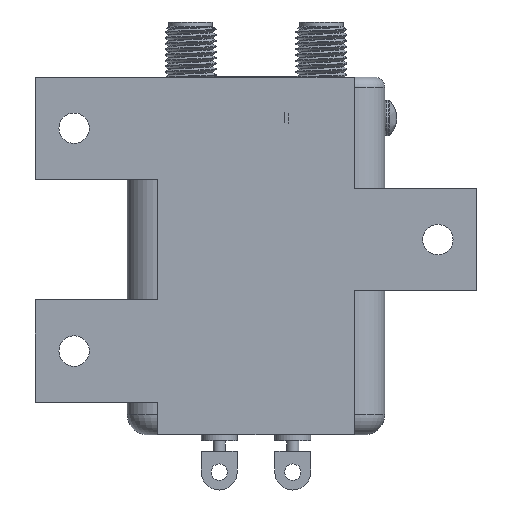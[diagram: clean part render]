
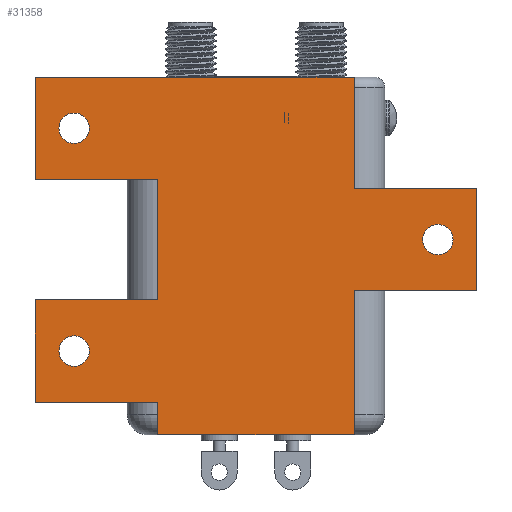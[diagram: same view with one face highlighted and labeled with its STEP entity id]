
A CAD part, front view. The second image highlights one B-rep face of the part: STEP entity #31358.
In plain terms, the highlighted planar face has unit normal (0, -1, 0).
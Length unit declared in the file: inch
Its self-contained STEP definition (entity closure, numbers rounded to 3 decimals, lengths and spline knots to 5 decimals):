
#23 = EDGE_CURVE ( 'NONE', #42365, #34506, #59006, .T. ) ;
#363 = CARTESIAN_POINT ( 'NONE',  ( 0., -0.69, 0. ) ) ;
#1071 = CARTESIAN_POINT ( 'NONE',  ( 1.08, -0.69, -0.545 ) ) ;
#1625 = DIRECTION ( 'NONE',  ( 0., 0., -1. ) ) ;
#1829 = VECTOR ( 'NONE', #27888, 39.37008 ) ;
#1926 = CARTESIAN_POINT ( 'NONE',  ( -1.08, -0.69, -1.09 ) ) ;
#2225 = EDGE_LOOP ( 'NONE', ( #24013, #39110, #33705, #8510, #50348, #52766, #31444, #13542, #23561, #34234, #42782, #26871, #39909, #35585 ) ) ;
#2965 = CARTESIAN_POINT ( 'NONE',  ( -0.48, -0.69, -0.5 ) ) ;
#3608 = CARTESIAN_POINT ( 'NONE',  ( 1.08, -0.69, -1.045 ) ) ;
#3731 = CARTESIAN_POINT ( 'NONE',  ( -0.89, -0.69, -0.3245 ) ) ;
#5436 = VERTEX_POINT ( 'NONE', #24681 ) ;
#5623 = VECTOR ( 'NONE', #19712, 39.37008 ) ;
#5704 = DIRECTION ( 'NONE',  ( -1., 0., 0. ) ) ;
#6859 = DIRECTION ( 'NONE',  ( 0., 0., 1. ) ) ;
#6874 = EDGE_CURVE ( 'NONE', #7341, #57080, #26429, .T. ) ;
#6974 = DIRECTION ( 'NONE',  ( 1., 0., 0. ) ) ;
#7077 = CARTESIAN_POINT ( 'NONE',  ( 0.48, -0.69, 0. ) ) ;
#7341 = VERTEX_POINT ( 'NONE', #40497 ) ;
#7649 = VERTEX_POINT ( 'NONE', #31378 ) ;
#8214 = LINE ( 'NONE', #46729, #61230 ) ;
#8440 = AXIS2_PLACEMENT_3D ( 'NONE', #363, #53033, #42767 ) ;
#8476 = VECTOR ( 'NONE', #6859, 39.37008 ) ;
#8510 = ORIENTED_EDGE ( 'NONE', *, *, #34185, .T. ) ;
#8839 = DIRECTION ( 'NONE',  ( 0., 0., -1. ) ) ;
#10367 = VERTEX_POINT ( 'NONE', #47239 ) ;
#10730 = EDGE_CURVE ( 'NONE', #7649, #7649, #29316, .T. ) ;
#11712 = EDGE_CURVE ( 'NONE', #7341, #27320, #37249, .T. ) ;
#12280 = CARTESIAN_POINT ( 'NONE',  ( 0.89, -0.69, -0.795 ) ) ;
#12360 = CARTESIAN_POINT ( 'NONE',  ( 0.48, -0.69, 0. ) ) ;
#13066 = CARTESIAN_POINT ( 'NONE',  ( -0.48, -0.69, 0. ) ) ;
#13088 = CARTESIAN_POINT ( 'NONE',  ( -1.08, -0.69, -1.09 ) ) ;
#13253 = CARTESIAN_POINT ( 'NONE',  ( 0.48, -0.69, 0. ) ) ;
#13469 = VECTOR ( 'NONE', #1625, 39.37008 ) ;
#13542 = ORIENTED_EDGE ( 'NONE', *, *, #27321, .F. ) ;
#14544 = DIRECTION ( 'NONE',  ( 0., 0., -1. ) ) ;
#14567 = PLANE ( 'NONE',  #8440 ) ;
#14757 = LINE ( 'NONE', #29507, #29684 ) ;
#14922 = VECTOR ( 'NONE', #5704, 39.37008 ) ;
#14932 = AXIS2_PLACEMENT_3D ( 'NONE', #56781, #28158, #37764 ) ;
#15633 = EDGE_LOOP ( 'NONE', ( #54041 ) ) ;
#16047 = VERTEX_POINT ( 'NONE', #47782 ) ;
#16349 = VECTOR ( 'NONE', #20892, 39.37008 ) ;
#16574 = CARTESIAN_POINT ( 'NONE',  ( -0.48, -0.69, -1.75 ) ) ;
#17205 = CARTESIAN_POINT ( 'NONE',  ( -1.08, -0.69, -0.5 ) ) ;
#17264 = EDGE_LOOP ( 'NONE', ( #48095 ) ) ;
#17467 = LINE ( 'NONE', #13066, #38405 ) ;
#18073 = FACE_BOUND ( 'NONE', #17264, .T. ) ;
#18096 = DIRECTION ( 'NONE',  ( 1., 0., 0. ) ) ;
#18696 = CIRCLE ( 'NONE', #14932, 0.0745 ) ;
#19712 = DIRECTION ( 'NONE',  ( -1., 0., 0. ) ) ;
#19843 = LINE ( 'NONE', #52755, #5623 ) ;
#20892 = DIRECTION ( 'NONE',  ( 1., 0., 0. ) ) ;
#21216 = CARTESIAN_POINT ( 'NONE',  ( -0.89, -0.69, -1.34 ) ) ;
#22150 = EDGE_CURVE ( 'NONE', #38449, #10367, #41994, .T. ) ;
#23561 = ORIENTED_EDGE ( 'NONE', *, *, #44932, .F. ) ;
#24013 = ORIENTED_EDGE ( 'NONE', *, *, #59019, .T. ) ;
#24681 = CARTESIAN_POINT ( 'NONE',  ( -1.08, -0.69, 0. ) ) ;
#25011 = LINE ( 'NONE', #32944, #44450 ) ;
#25359 = VECTOR ( 'NONE', #50762, 39.37008 ) ;
#25593 = FACE_BOUND ( 'NONE', #15633, .T. ) ;
#26329 = FACE_OUTER_BOUND ( 'NONE', #2225, .T. ) ;
#26429 = LINE ( 'NONE', #7077, #8476 ) ;
#26871 = ORIENTED_EDGE ( 'NONE', *, *, #37077, .T. ) ;
#27320 = VERTEX_POINT ( 'NONE', #57536 ) ;
#27321 = EDGE_CURVE ( 'NONE', #29598, #52821, #19843, .T. ) ;
#27710 = DIRECTION ( 'NONE',  ( 0., 0., -1. ) ) ;
#27888 = DIRECTION ( 'NONE',  ( 0., 0., 1. ) ) ;
#28158 = DIRECTION ( 'NONE',  ( 0., -1., 0. ) ) ;
#28710 = VECTOR ( 'NONE', #46235, 39.37008 ) ;
#29209 = CARTESIAN_POINT ( 'NONE',  ( -1.08, -0.69, 0. ) ) ;
#29316 = CIRCLE ( 'NONE', #31728, 0.0745 ) ;
#29507 = CARTESIAN_POINT ( 'NONE',  ( -1.08, -0.69, 0. ) ) ;
#29598 = VERTEX_POINT ( 'NONE', #3608 ) ;
#29684 = VECTOR ( 'NONE', #58518, 39.37008 ) ;
#30509 = CARTESIAN_POINT ( 'NONE',  ( -1.08, -0.69, -0.5 ) ) ;
#31335 = CARTESIAN_POINT ( 'NONE',  ( -0.48, -0.69, -1.09 ) ) ;
#31358 = ADVANCED_FACE ( 'NONE', ( #26329, #51032, #18073, #25593 ), #14567, .T. ) ;
#31378 = CARTESIAN_POINT ( 'NONE',  ( 0.89, -0.69, -0.8695 ) ) ;
#31444 = ORIENTED_EDGE ( 'NONE', *, *, #59295, .T. ) ;
#31525 = VERTEX_POINT ( 'NONE', #3731 ) ;
#31615 = DIRECTION ( 'NONE',  ( 1., 0., 0. ) ) ;
#31728 = AXIS2_PLACEMENT_3D ( 'NONE', #12280, #40124, #49529 ) ;
#32146 = EDGE_CURVE ( 'NONE', #38938, #49209, #47966, .T. ) ;
#32435 = LINE ( 'NONE', #41439, #28710 ) ;
#32944 = CARTESIAN_POINT ( 'NONE',  ( -0.48, -0.69, 0. ) ) ;
#33071 = EDGE_CURVE ( 'NONE', #5436, #38938, #50155, .T. ) ;
#33705 = ORIENTED_EDGE ( 'NONE', *, *, #50842, .T. ) ;
#33761 = VECTOR ( 'NONE', #6974, 39.37008 ) ;
#34185 = EDGE_CURVE ( 'NONE', #40541, #16047, #8214, .T. ) ;
#34234 = ORIENTED_EDGE ( 'NONE', *, *, #11712, .F. ) ;
#34506 = VERTEX_POINT ( 'NONE', #53022 ) ;
#35585 = ORIENTED_EDGE ( 'NONE', *, *, #32146, .T. ) ;
#36207 = CARTESIAN_POINT ( 'NONE',  ( -0.48, -0.69, -1.75 ) ) ;
#36243 = ORIENTED_EDGE ( 'NONE', *, *, #37807, .F. ) ;
#36701 = CARTESIAN_POINT ( 'NONE',  ( 0.48, -0.69, -1.045 ) ) ;
#37077 = EDGE_CURVE ( 'NONE', #57080, #5436, #14757, .T. ) ;
#37249 = LINE ( 'NONE', #1071, #16349 ) ;
#37764 = DIRECTION ( 'NONE',  ( 0., 0., -1. ) ) ;
#37807 = EDGE_CURVE ( 'NONE', #41221, #41221, #58801, .T. ) ;
#38405 = VECTOR ( 'NONE', #27710, 39.37008 ) ;
#38449 = VERTEX_POINT ( 'NONE', #36207 ) ;
#38938 = VERTEX_POINT ( 'NONE', #30509 ) ;
#39110 = ORIENTED_EDGE ( 'NONE', *, *, #23, .T. ) ;
#39869 = AXIS2_PLACEMENT_3D ( 'NONE', #21216, #46256, #8839 ) ;
#39909 = ORIENTED_EDGE ( 'NONE', *, *, #33071, .T. ) ;
#40124 = DIRECTION ( 'NONE',  ( 0., 1., 0. ) ) ;
#40497 = CARTESIAN_POINT ( 'NONE',  ( 0.48, -0.69, -0.545 ) ) ;
#40541 = VERTEX_POINT ( 'NONE', #57903 ) ;
#41221 = VERTEX_POINT ( 'NONE', #47189 ) ;
#41439 = CARTESIAN_POINT ( 'NONE',  ( 1.08, -0.69, -0.545 ) ) ;
#41994 = LINE ( 'NONE', #16574, #56145 ) ;
#42365 = VERTEX_POINT ( 'NONE', #31335 ) ;
#42767 = DIRECTION ( 'NONE',  ( 0., 0., -1. ) ) ;
#42782 = ORIENTED_EDGE ( 'NONE', *, *, #6874, .T. ) ;
#44450 = VECTOR ( 'NONE', #14544, 39.37008 ) ;
#44932 = EDGE_CURVE ( 'NONE', #27320, #29598, #32435, .T. ) ;
#46235 = DIRECTION ( 'NONE',  ( 0., 0., -1. ) ) ;
#46256 = DIRECTION ( 'NONE',  ( 0., -1., 0. ) ) ;
#46729 = CARTESIAN_POINT ( 'NONE',  ( -1.08, -0.69, -1.59 ) ) ;
#47189 = CARTESIAN_POINT ( 'NONE',  ( -0.89, -0.69, -1.4145 ) ) ;
#47239 = CARTESIAN_POINT ( 'NONE',  ( 0.48, -0.69, -1.75 ) ) ;
#47782 = CARTESIAN_POINT ( 'NONE',  ( -0.48, -0.69, -1.59 ) ) ;
#47966 = LINE ( 'NONE', #17205, #33761 ) ;
#48095 = ORIENTED_EDGE ( 'NONE', *, *, #10730, .T. ) ;
#49019 = EDGE_LOOP ( 'NONE', ( #36243 ) ) ;
#49209 = VERTEX_POINT ( 'NONE', #2965 ) ;
#49308 = LINE ( 'NONE', #13088, #25359 ) ;
#49529 = DIRECTION ( 'NONE',  ( 0., 0., -1. ) ) ;
#49754 = EDGE_CURVE ( 'NONE', #31525, #31525, #18696, .T. ) ;
#50155 = LINE ( 'NONE', #29209, #13469 ) ;
#50348 = ORIENTED_EDGE ( 'NONE', *, *, #60591, .T. ) ;
#50762 = DIRECTION ( 'NONE',  ( 0., 0., -1. ) ) ;
#50842 = EDGE_CURVE ( 'NONE', #34506, #40541, #49308, .T. ) ;
#51032 = FACE_BOUND ( 'NONE', #49019, .T. ) ;
#52755 = CARTESIAN_POINT ( 'NONE',  ( 1.08, -0.69, -1.045 ) ) ;
#52766 = ORIENTED_EDGE ( 'NONE', *, *, #22150, .T. ) ;
#52821 = VERTEX_POINT ( 'NONE', #36701 ) ;
#53022 = CARTESIAN_POINT ( 'NONE',  ( -1.08, -0.69, -1.09 ) ) ;
#53033 = DIRECTION ( 'NONE',  ( 0., -1., 0. ) ) ;
#54041 = ORIENTED_EDGE ( 'NONE', *, *, #49754, .F. ) ;
#54944 = LINE ( 'NONE', #13253, #1829 ) ;
#56145 = VECTOR ( 'NONE', #31615, 39.37008 ) ;
#56781 = CARTESIAN_POINT ( 'NONE',  ( -0.89, -0.69, -0.25 ) ) ;
#57080 = VERTEX_POINT ( 'NONE', #12360 ) ;
#57536 = CARTESIAN_POINT ( 'NONE',  ( 1.08, -0.69, -0.545 ) ) ;
#57903 = CARTESIAN_POINT ( 'NONE',  ( -1.08, -0.69, -1.59 ) ) ;
#58518 = DIRECTION ( 'NONE',  ( -1., 0., 0. ) ) ;
#58801 = CIRCLE ( 'NONE', #39869, 0.0745 ) ;
#59006 = LINE ( 'NONE', #1926, #14922 ) ;
#59019 = EDGE_CURVE ( 'NONE', #49209, #42365, #25011, .T. ) ;
#59295 = EDGE_CURVE ( 'NONE', #10367, #52821, #54944, .T. ) ;
#60591 = EDGE_CURVE ( 'NONE', #16047, #38449, #17467, .T. ) ;
#61230 = VECTOR ( 'NONE', #18096, 39.37008 ) ;
